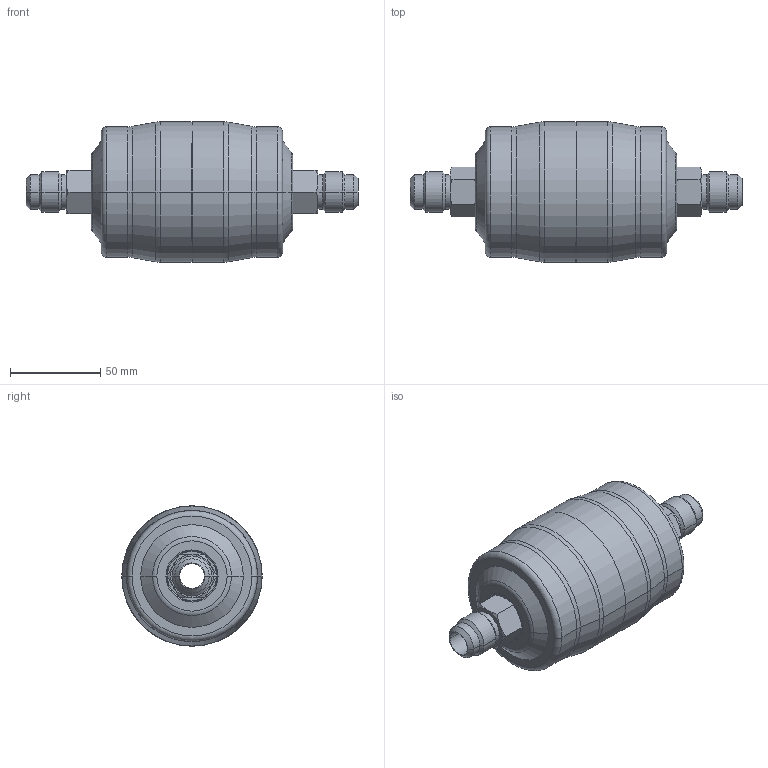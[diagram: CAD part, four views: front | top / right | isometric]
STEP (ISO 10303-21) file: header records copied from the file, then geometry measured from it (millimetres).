
FILE_DESCRIPTION (( 'STEP AP203' ), '1' );
FILE_NAME ('SDXB-165.STEP', '2024-01-23T08:43:24', ( '' ), ( '' ), 'SwSTEP 2.0', 'SolidWorks 2022', '' );
FILE_SCHEMA (( 'CONFIG_CONTROL_DESIGN' ));
Length unit declared in the file: millimetre
Products named in the file (4): 966-05-18-040; 738-3000-164; SDXB-165; 745-3000-165
Assembly tree (4 placements, depth 3):
  SDXB-165
    745-3000-165  x2
      738-3000-164
      966-05-18-040
Bounding box: 184.4 x 78 x 78 mm (x, y, z)
Volume: 66515.8 mm3; surface area: 73977.4 mm2
Topology: 4 solids, 4 shells, 200 faces, 412 edges, 236 vertices
Faces by surface type: cone 60, torus 56, cylinder 48, plane 36
Entity records: 3194 total; most frequent: CARTESIAN_POINT 576, DIRECTION 532, ORIENTED_EDGE 412, AXIS2_PLACEMENT_3D 242, EDGE_CURVE 206, CIRCLE 134, VERTEX_POINT 118, EDGE_LOOP 112
